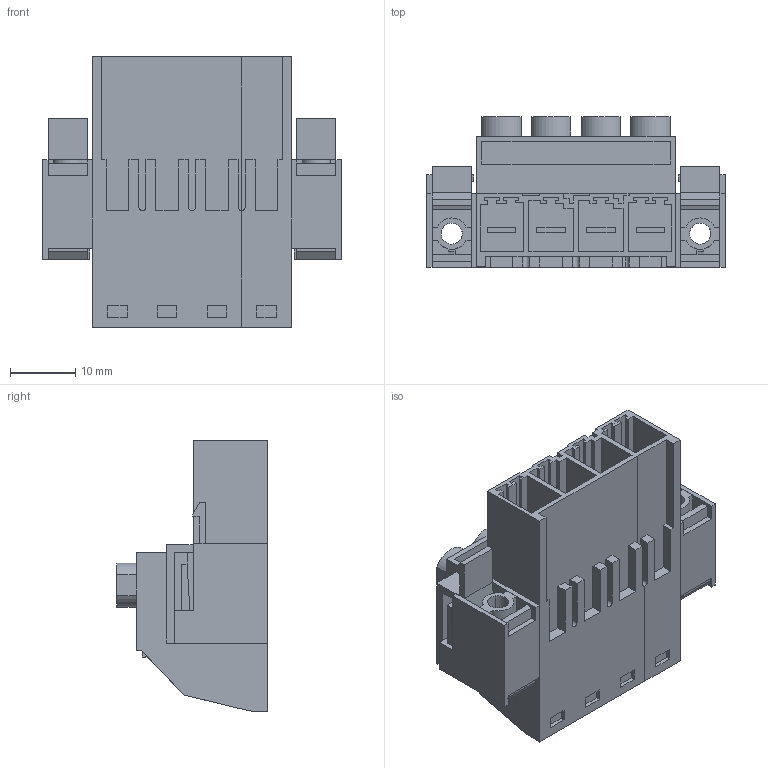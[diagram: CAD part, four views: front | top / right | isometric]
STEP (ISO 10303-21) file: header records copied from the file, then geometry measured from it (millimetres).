
FILE_DESCRIPTION(('CATIA V5 STEP Exchange','CAx-IF Rec.Pracs.--- Model Styling and Organization---1.4--- 2014-01-23'),'2;1');
FILE_NAME ('D1459482_1_1932090000_1932090000.stp','2023-02-01T14:57:15+00:00',('none'),('Weidmueller'),'CATIA Version 5-6 Release 2016 SP3 HF44','CATIA V5 STEP AP214','none');
FILE_SCHEMA(('AUTOMOTIVE_DESIGN { 1 0 10303 214 1 1 1 1 }'));
Length unit declared in the file: millimetre
Products named in the file (1): 1932090000
Bounding box: 45.72 x 23.1 x 41.45 mm (x, y, z)
Volume: 14880.4 mm3; surface area: 13980.3 mm2
Topology: 13 solids, 13 shells, 519 faces, 1423 edges, 947 vertices
Faces by surface type: plane 481, cylinder 38
Entity records: 15811 total; most frequent: ORIENTED_EDGE 2846, CARTESIAN_POINT 2805, DIRECTION 2138, EDGE_CURVE 1423, VECTOR 1318, LINE 1318, VERTEX_POINT 947, EDGE_LOOP 544
